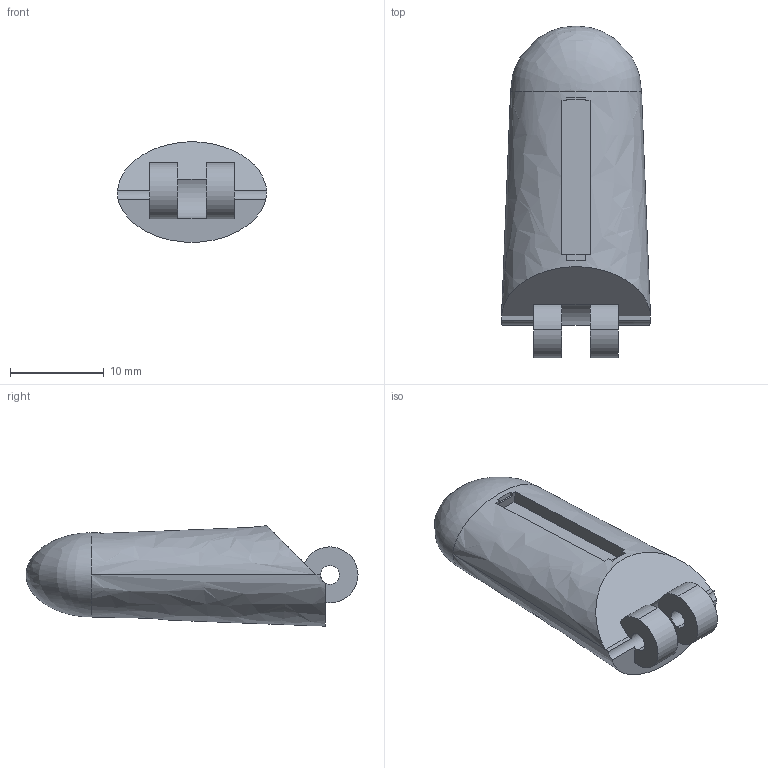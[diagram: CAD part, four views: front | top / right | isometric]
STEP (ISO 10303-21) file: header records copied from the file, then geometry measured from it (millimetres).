
FILE_DESCRIPTION (( 'STEP AP214' ), '1' );
FILE_NAME ('part 3.STEP', '2025-11-24T19:36:43', ( '' ), ( '' ), 'SwSTEP 2.0', 'SolidWorks 2023', '' );
FILE_SCHEMA (( 'AUTOMOTIVE_DESIGN' ));
Length unit declared in the file: millimetre
Products named in the file (1): part 3
Bounding box: 15.96 x 35.5 x 10.71 mm (x, y, z)
Volume: 3154.5 mm3; surface area: 1533 mm2
Topology: 1 solids, 1 shells, 35 faces, 101 edges, 65 vertices
Faces by surface type: plane 21, cylinder 11, bspline 3
Entity records: 1800 total; most frequent: CARTESIAN_POINT 895, ORIENTED_EDGE 198, DIRECTION 165, EDGE_CURVE 99, VERTEX_POINT 65, AXIS2_PLACEMENT_3D 57, LINE 51, VECTOR 51
